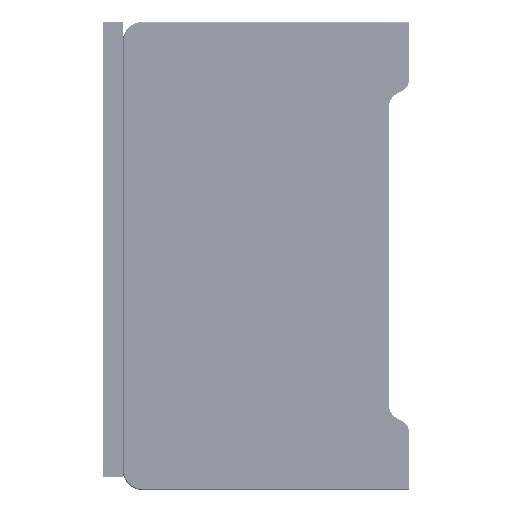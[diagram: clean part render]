
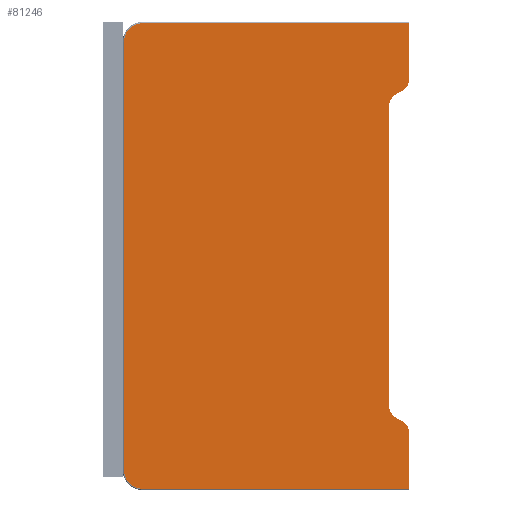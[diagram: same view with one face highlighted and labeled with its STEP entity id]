
A CAD part, left-side view. The second image highlights one B-rep face of the part: STEP entity #81246.
In plain terms, the highlighted planar face has unit normal (-1, 0, 0).
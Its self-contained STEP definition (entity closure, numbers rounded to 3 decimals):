
#5133=DIRECTION('',(0.,1.,0.));
#5134=VECTOR('',#5133,41.);
#5135=CARTESIAN_POINT('',(0.,0.,-0.2));
#5136=LINE('',#5135,#5134);
#5150=DIRECTION('',(0.,0.,1.));
#5151=VECTOR('',#5150,8.8);
#5152=CARTESIAN_POINT('',(0.,0.,-9.));
#5153=LINE('',#5152,#5151);
#5238=DIRECTION('',(0.,0.,-1.));
#5239=VECTOR('',#5238,66.);
#5240=CARTESIAN_POINT('',(0.,43.8,
-3.));
#5241=LINE('',#5240,#5239);
#5242=CARTESIAN_POINT('',(0.,1.,-12.887));
#5243=DIRECTION('',(-1.,0.,0.));
#5244=DIRECTION('',(0.,0.5,0.866));
#5245=AXIS2_PLACEMENT_3D('',#5242,#5243,#5244);
#5247=CARTESIAN_POINT('',(0.,1.,-59.113));
#5248=DIRECTION('',(-1.,0.,0.));
#5249=DIRECTION('',(0.,1.,0.));
#5250=AXIS2_PLACEMENT_3D('',#5247,#5248,#5249);
#5252=DIRECTION('',(0.,-0.866,-0.5));
#5253=VECTOR('',#5252,1.309);
#5254=CARTESIAN_POINT('',(0.,2.,-60.845));
#5255=LINE('',#5254,#5253);
#5256=CARTESIAN_POINT('',(0.,1.732,-63.));
#5257=DIRECTION('',(1.,0.,0.));
#5258=DIRECTION('',(0.,-0.5,0.866));
#5259=AXIS2_PLACEMENT_3D('',#5256,#5257,#5258);
#5261=CARTESIAN_POINT('',(0.,41.,-69.));
#5262=DIRECTION('',(1.,0.,0.));
#5263=DIRECTION('',(0.,0.,-1.));
#5264=AXIS2_PLACEMENT_3D('',#5261,#5262,#5263);
#5266=CARTESIAN_POINT('',(0.,41.,-3.));
#5267=DIRECTION('',(1.,0.,0.));
#5268=DIRECTION('',(0.,1.,0.));
#5269=AXIS2_PLACEMENT_3D('',#5266,#5267,#5268);
#5271=CARTESIAN_POINT('',(0.,1.732,-9.));
#5272=DIRECTION('',(1.,0.,0.));
#5273=DIRECTION('',(0.,-1.,0.));
#5274=AXIS2_PLACEMENT_3D('',#5271,#5272,#5273);
#5276=DIRECTION('',(0.,0.866,-0.5));
#5277=VECTOR('',#5276,1.31);
#5278=CARTESIAN_POINT('',(0.,0.866,-10.5));
#5279=LINE('',#5278,#5277);
#5372=DIRECTION('',(0.,0.,1.));
#5373=VECTOR('',#5372,8.8);
#5374=CARTESIAN_POINT('',(0.,0.,
-71.8));
#5375=LINE('',#5374,#5373);
#5412=DIRECTION('',(0.,0.,1.));
#5413=VECTOR('',#5412,46.226);
#5414=CARTESIAN_POINT('',(0.,3.,-59.113));
#5415=LINE('',#5414,#5413);
#43407=DIRECTION('',(0.,-1.,0.));
#43408=VECTOR('',#43407,41.);
#43409=CARTESIAN_POINT('',(0.,41.,
-71.8));
#43410=LINE('',#43409,#43408);
#65212=CARTESIAN_POINT('',(0.,0.,-63.));
#65214=VERTEX_POINT('',#65212);
#65219=CARTESIAN_POINT('',(0.,0.,-71.8));
#65220=VERTEX_POINT('',#65219);
#65221=CARTESIAN_POINT('',(0.,0.866,-61.5));
#65223=VERTEX_POINT('',#65221);
#65228=CARTESIAN_POINT('',(0.,2.,-60.845));
#65230=VERTEX_POINT('',#65228);
#65233=CARTESIAN_POINT('',(0.,3.,-59.113));
#65235=VERTEX_POINT('',#65233);
#65240=CARTESIAN_POINT('',(0.,3.,-12.887));
#65242=VERTEX_POINT('',#65240);
#65261=CARTESIAN_POINT('',(0.,2.,-11.155));
#65263=VERTEX_POINT('',#65261);
#65268=CARTESIAN_POINT('',(0.,0.866,-10.5));
#65270=VERTEX_POINT('',#65268);
#65273=CARTESIAN_POINT('',(0.,0.,-9.));
#65275=VERTEX_POINT('',#65273);
#65281=CARTESIAN_POINT('',(0.,0.,-0.2));
#65282=VERTEX_POINT('',#65281);
#65283=CARTESIAN_POINT('',(0.,41.,
-71.8));
#65284=VERTEX_POINT('',#65283);
#65285=CARTESIAN_POINT('',(0.,43.8,
-69.));
#65286=VERTEX_POINT('',#65285);
#65287=CARTESIAN_POINT('',(0.,43.8,
-3.));
#65288=VERTEX_POINT('',#65287);
#65289=CARTESIAN_POINT('',(0.,41.,
-0.2));
#65290=VERTEX_POINT('',#65289);
#81215=CARTESIAN_POINT('',(0.,21.9,-36.));
#81216=DIRECTION('',(1.,0.,0.));
#81217=DIRECTION('',(0.,0.,1.));
#81218=AXIS2_PLACEMENT_3D('',#81215,#81216,#81217);
#81219=PLANE('',#81218);
#81221=ORIENTED_EDGE('',*,*,#81220,.T.);
#81223=ORIENTED_EDGE('',*,*,#81222,.F.);
#81225=ORIENTED_EDGE('',*,*,#81224,.T.);
#81227=ORIENTED_EDGE('',*,*,#81226,.T.);
#81229=ORIENTED_EDGE('',*,*,#81228,.T.);
#81231=ORIENTED_EDGE('',*,*,#81230,.F.);
#81233=ORIENTED_EDGE('',*,*,#81232,.F.);
#81235=ORIENTED_EDGE('',*,*,#81234,.T.);
#81236=ORIENTED_EDGE('',*,*,#81208,.F.);
#81237=ORIENTED_EDGE('',*,*,#81014,.T.);
#81238=ORIENTED_EDGE('',*,*,#81028,.F.);
#81239=ORIENTED_EDGE('',*,*,#81049,.F.);
#81241=ORIENTED_EDGE('',*,*,#81240,.T.);
#81243=ORIENTED_EDGE('',*,*,#81242,.T.);
#81244=EDGE_LOOP('',(#81221,#81223,#81225,#81227,#81229,#81231,#81233,#81235,
#81236,#81237,#81238,#81239,#81241,#81243));
#81245=FACE_OUTER_BOUND('',#81244,.F.);
#5246=CIRCLE('',#5245,2.);
#5251=CIRCLE('',#5250,2.);
#5260=CIRCLE('',#5259,1.732);
#5265=CIRCLE('',#5264,2.8);
#5270=CIRCLE('',#5269,2.8);
#5275=CIRCLE('',#5274,1.732);
#81014=EDGE_CURVE('',#65288,#65290,#5270,.T.);
#81028=EDGE_CURVE('',#65282,#65290,#5136,.T.);
#81049=EDGE_CURVE('',#65275,#65282,#5153,.T.);
#81208=EDGE_CURVE('',#65288,#65286,#5241,.T.);
#81220=EDGE_CURVE('',#65263,#65242,#5246,.T.);
#81222=EDGE_CURVE('',#65235,#65242,#5415,.T.);
#81224=EDGE_CURVE('',#65235,#65230,#5251,.T.);
#81226=EDGE_CURVE('',#65230,#65223,#5255,.T.);
#81228=EDGE_CURVE('',#65223,#65214,#5260,.T.);
#81230=EDGE_CURVE('',#65220,#65214,#5375,.T.);
#81232=EDGE_CURVE('',#65284,#65220,#43410,.T.);
#81234=EDGE_CURVE('',#65284,#65286,#5265,.T.);
#81240=EDGE_CURVE('',#65275,#65270,#5275,.T.);
#81242=EDGE_CURVE('',#65270,#65263,#5279,.T.);
#81246=ADVANCED_FACE('',(#81245),#81219,.F.);
